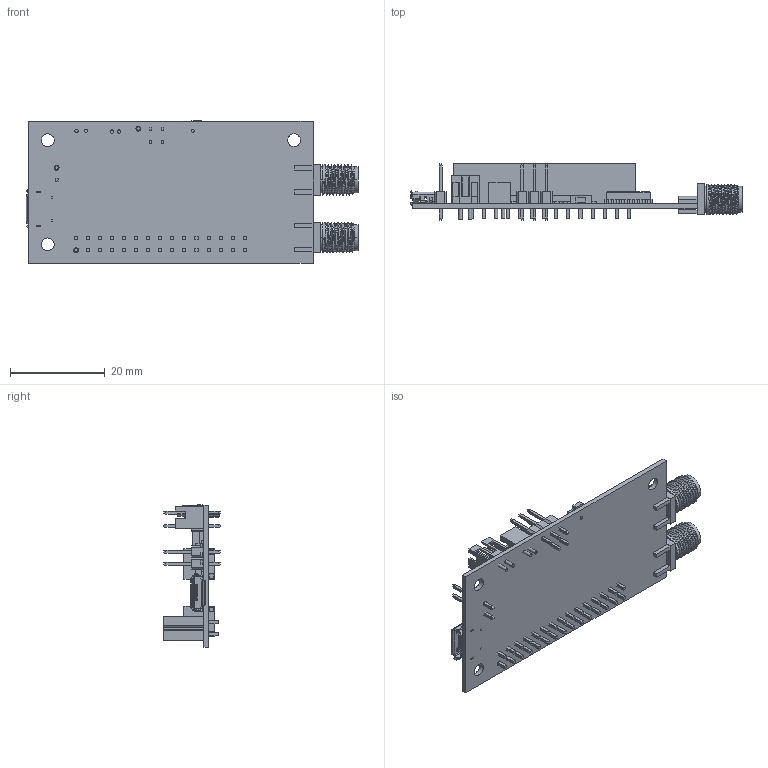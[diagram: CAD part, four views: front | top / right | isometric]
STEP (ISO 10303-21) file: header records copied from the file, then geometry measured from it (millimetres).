
FILE_DESCRIPTION((''),'2;1');
FILE_NAME('PWB-96BOARD01_ASM','2018-11-21T',('admin'),(''),'PRO/ENGINEER BY PARAMETRIC TECHNOLOGY CORPORATION, 2010280','PRO/ENGINEER BY PARAMETRIC TECHNOLOGY CORPORATION, 2010280','');
FILE_SCHEMA(('CONFIG_CONTROL_DESIGN','SHAPE_APPEARANCE_LAYERS_GROUPS'));
Length unit declared in the file: millimetre
Products named in the file (13): PWB-96BOARD01; FH2_54_2X15_H8_5; 1408C004; 1404C006; 1404C005; LORA_MODE; 1405_SINGLE_PIN; TS-1806B; 1502A00J; QUECTEL_L70-R; PH-2A; WF150-2PIN; PWB-96BOARD01_ASM
Assembly tree (20 placements, depth 2):
  PWB-96BOARD01_ASM
    PWB-96BOARD01
    FH2_54_2X15_H8_5
    1408C004
    1404C006
    1404C005
    LORA_MODE
    1405_SINGLE_PIN  x7
    TS-1806B
    1502A00J  x3
    QUECTEL_L70-R
    PH-2A
    WF150-2PIN
Bounding box: 70.1 x 12 x 30.1 mm (x, y, z)
Volume: 4926.2 mm3; surface area: 8524.6 mm2
Topology: 20 solids, 20 shells, 1463 faces, 3771 edges, 2435 vertices
Faces by surface type: plane 1174, cylinder 259, bspline 18, cone 12
Entity records: 52946 total; most frequent: CARTESIAN_POINT 13969, ORIENTED_EDGE 6654, DIRECTION 6255, EDGE_CURVE 3327, VECTOR 2763, LINE 2763, PRESENTATION_STYLE_ASSIGNMENT 2160, VERTEX_POINT 2155
